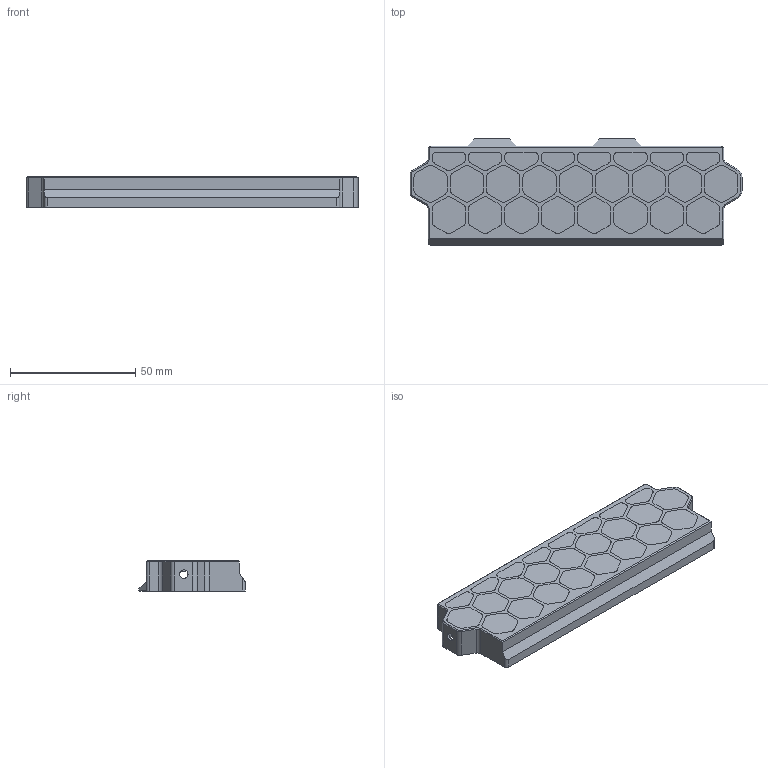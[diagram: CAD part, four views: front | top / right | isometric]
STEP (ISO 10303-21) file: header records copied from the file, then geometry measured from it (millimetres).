
FILE_DESCRIPTION(/* description */ (''),/* implementation_level */ '2;1');
FILE_NAME(/* name */ 'Rear Skirt With Inserts.step',/* time_stamp */ '2023-01-21T12:19:21-05:00',/* author */ (''),/* organization */ (''),/* preprocessor_version */ 'ST-DEVELOPER v19.2',/* originating_system */ 'Autodesk Translation Framework v11.17.0.187',/* authorisation */ '');
FILE_SCHEMA (('AUTOMOTIVE_DESIGN { 1 0 10303 214 3 1 1 }'));
Length unit declared in the file: millimetre
Products named in the file (2): Rear Skirt; Inserts
Assembly tree (1 placements, depth 2):
  Rear Skirt
    Inserts
Bounding box: 132.8 x 42.5 x 12 mm (x, y, z)
Volume: 19192.9 mm3; surface area: 22578 mm2
Topology: 26 solids, 26 shells, 1047 faces, 2737 edges, 1716 vertices
Faces by surface type: plane 538, cylinder 343, cone 152, torus 8, bspline 6
Full cylindrical faces by diameter (mm): 3.4 x2, 6 x2
Entity records: 32850 total; most frequent: CARTESIAN_POINT 6606, DIRECTION 5549, ORIENTED_EDGE 5470, EDGE_CURVE 2735, AXIS2_PLACEMENT_3D 1890, LINE 1769, VECTOR 1769, VERTEX_POINT 1716
